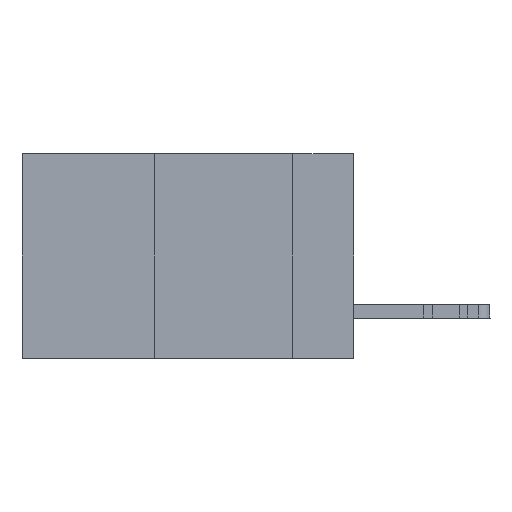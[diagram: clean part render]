
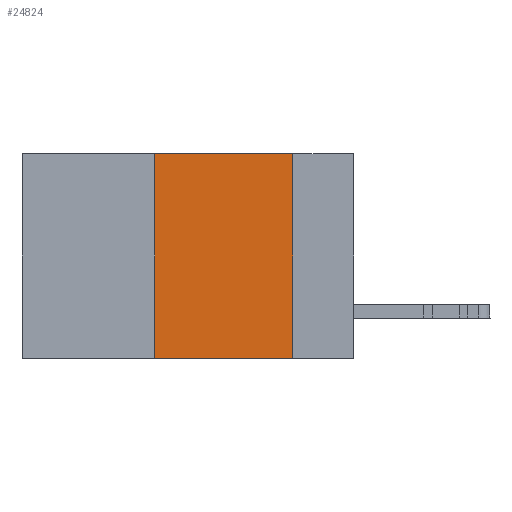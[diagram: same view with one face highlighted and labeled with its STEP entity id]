
A CAD part, left-side view. The second image highlights one B-rep face of the part: STEP entity #24824.
In plain terms, the highlighted planar face has unit normal (-1, 0, 0).
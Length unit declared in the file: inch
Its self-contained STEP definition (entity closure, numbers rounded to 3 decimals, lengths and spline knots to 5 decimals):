
#318 = EDGE_CURVE ( 'NONE', #19019, #17679, #1662, .T. ) ;
#1662 = LINE ( 'NONE', #11538, #12238 ) ;
#2262 = ORIENTED_EDGE ( 'NONE', *, *, #4328, .T. ) ;
#3016 = VECTOR ( 'NONE', #4467, 39.37008 ) ;
#3770 = CARTESIAN_POINT ( 'NONE',  ( 0., 0.36, 0. ) ) ;
#4328 = EDGE_CURVE ( 'NONE', #25066, #17679, #27864, .T. ) ;
#4467 = DIRECTION ( 'NONE',  ( 0., -1., 0. ) ) ;
#6425 = PLANE ( 'NONE',  #32844 ) ;
#7398 = CARTESIAN_POINT ( 'NONE',  ( 0., 0.6, -0.37 ) ) ;
#10732 = EDGE_LOOP ( 'NONE', ( #24354, #33997, #21270, #2262 ) ) ;
#11538 = CARTESIAN_POINT ( 'NONE',  ( 0., 0.11, 0. ) ) ;
#12101 = EDGE_CURVE ( 'NONE', #25066, #20465, #28722, .T. ) ;
#12238 = VECTOR ( 'NONE', #23313, 39.37008 ) ;
#15444 = DIRECTION ( 'NONE',  ( 0., 0., 1. ) ) ;
#17679 = VERTEX_POINT ( 'NONE', #20749 ) ;
#17872 = CARTESIAN_POINT ( 'NONE',  ( 0., 0.11, 0. ) ) ;
#19019 = VERTEX_POINT ( 'NONE', #17872 ) ;
#20465 = VERTEX_POINT ( 'NONE', #3770 ) ;
#20749 = CARTESIAN_POINT ( 'NONE',  ( 0., 0.11, -0.37 ) ) ;
#21270 = ORIENTED_EDGE ( 'NONE', *, *, #12101, .F. ) ;
#22108 = VECTOR ( 'NONE', #26795, 39.37008 ) ;
#23313 = DIRECTION ( 'NONE',  ( 0., 0., -1. ) ) ;
#24354 = ORIENTED_EDGE ( 'NONE', *, *, #318, .F. ) ;
#24824 = ADVANCED_FACE ( 'NONE', ( #27492 ), #6425, .F. ) ;
#25066 = VERTEX_POINT ( 'NONE', #38148 ) ;
#25169 = EDGE_CURVE ( 'NONE', #20465, #19019, #36067, .T. ) ;
#26463 = DIRECTION ( 'NONE',  ( 1., 0., 0. ) ) ;
#26795 = DIRECTION ( 'NONE',  ( 0., -1., 0. ) ) ;
#27492 = FACE_OUTER_BOUND ( 'NONE', #10732, .T. ) ;
#27813 = VECTOR ( 'NONE', #15444, 39.37008 ) ;
#27864 = LINE ( 'NONE', #7398, #3016 ) ;
#28722 = LINE ( 'NONE', #33691, #27813 ) ;
#29271 = CARTESIAN_POINT ( 'NONE',  ( 0., 0.6, 0. ) ) ;
#32844 = AXIS2_PLACEMENT_3D ( 'NONE', #29271, #26463, #39370 ) ;
#33691 = CARTESIAN_POINT ( 'NONE',  ( 0., 0.36, 0. ) ) ;
#33997 = ORIENTED_EDGE ( 'NONE', *, *, #25169, .F. ) ;
#35924 = CARTESIAN_POINT ( 'NONE',  ( 0., 0.6, 0. ) ) ;
#36067 = LINE ( 'NONE', #35924, #22108 ) ;
#38148 = CARTESIAN_POINT ( 'NONE',  ( 0., 0.36, -0.37 ) ) ;
#39370 = DIRECTION ( 'NONE',  ( 0., 0., -1. ) ) ;
